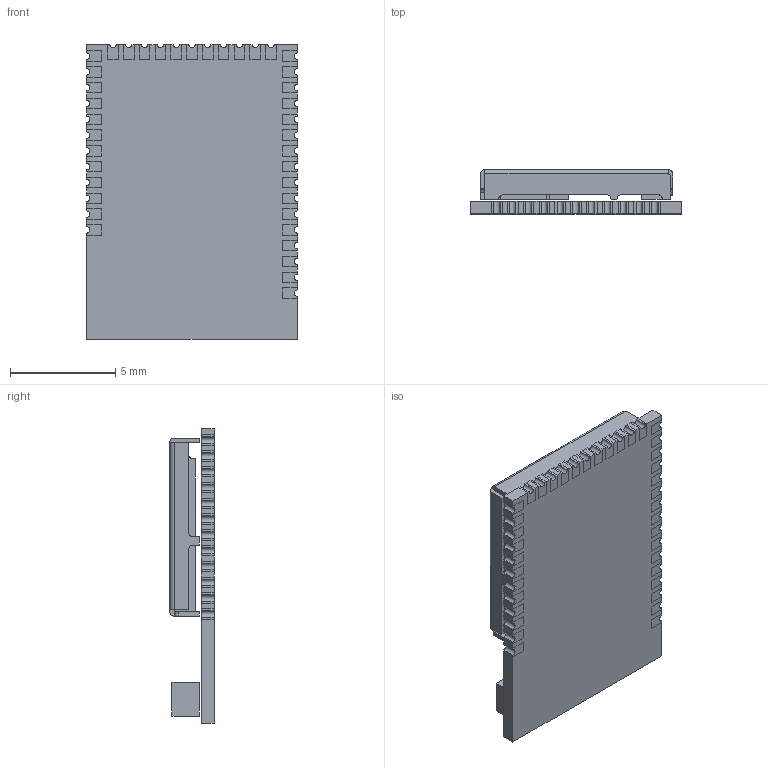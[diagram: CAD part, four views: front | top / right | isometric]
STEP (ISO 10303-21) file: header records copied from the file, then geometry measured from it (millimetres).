
FILE_DESCRIPTION (( 'STEP AP214' ), '1' );
FILE_NAME ('BL652_SA_A1.STEP', '2016-08-09T17:52:10', ( '' ), ( '' ), 'SwSTEP 2.0', 'SolidWorks 2012', '' );
FILE_SCHEMA (( 'AUTOMOTIVE_DESIGN' ));
Length unit declared in the file: millimetre
Products named in the file (5): BL652 Antenna; shielding_bl652_b0_20160622; BL652 A1 Pad; BL652 A1 PCB; BL652_SA_A1
Assembly tree (42 placements, depth 2):
  BL652_SA_A1
    BL652 A1 PCB
    BL652 A1 Pad  x39
    shielding_bl652_b0_20160622
    BL652 Antenna
Bounding box: 10 x 2.1 x 14 mm (x, y, z)
Volume: 110.2 mm3; surface area: 655.2 mm2
Topology: 44 solids, 44 shells, 723 faces, 1893 edges, 1258 vertices
Faces by surface type: plane 653, cylinder 70
Entity records: 12315 total; most frequent: CARTESIAN_POINT 2036, ORIENTED_EDGE 1962, DIRECTION 1804, EDGE_CURVE 981, LINE 900, VECTOR 900, VERTEX_POINT 650, AXIS2_PLACEMENT_3D 452
